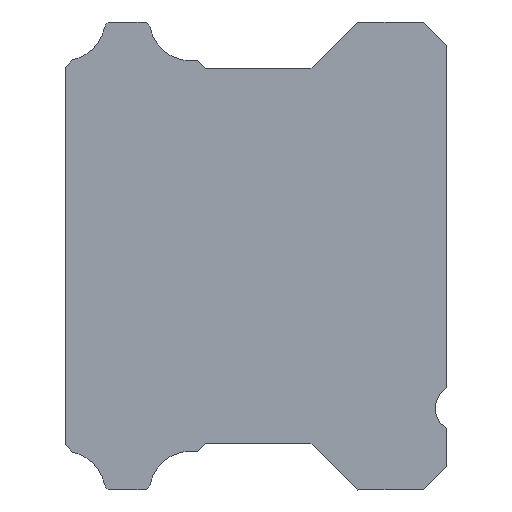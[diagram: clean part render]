
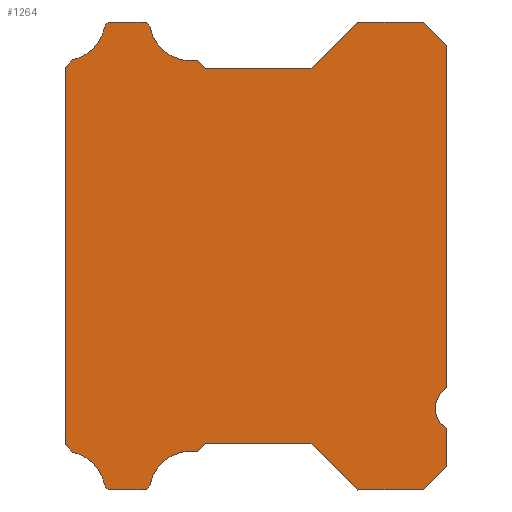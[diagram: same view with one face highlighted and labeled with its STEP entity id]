
A CAD part, left-side view. The second image highlights one B-rep face of the part: STEP entity #1264.
In plain terms, the highlighted planar face has unit normal (-1, 0, 0).
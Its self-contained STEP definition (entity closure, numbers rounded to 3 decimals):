
#50=PLANE('',#1431);
#214=FACE_OUTER_BOUND('',#378,.T.);
#378=EDGE_LOOP('',(#1117,#1118,#1119,#1120,#1121,#1122,#1123,#1124,#1125,
#1126,#1127,#1128,#1129,#1130,#1131,#1132,#1133,#1134,#1135,#1136,#1137,
#1138,#1139,#1140,#1141,#1142));
#385=LINE('',#2037,#445);
#389=LINE('',#2044,#449);
#392=LINE('',#2050,#452);
#395=LINE('',#2056,#455);
#398=LINE('',#2062,#458);
#402=LINE('',#2074,#462);
#405=LINE('',#2080,#465);
#408=LINE('',#2086,#468);
#411=LINE('',#2092,#471);
#414=LINE('',#2098,#474);
#416=LINE('',#2101,#476);
#420=LINE('',#2113,#480);
#425=LINE('',#2131,#485);
#428=LINE('',#2137,#488);
#431=LINE('',#2143,#491);
#436=LINE('',#2161,#496);
#438=LINE('',#2167,#498);
#445=VECTOR('',#1692,4.5);
#449=VECTOR('',#1698,2.828);
#452=VECTOR('',#1703,2.8);
#455=VECTOR('',#1708,1.414);
#458=VECTOR('',#1713,1.634);
#462=VECTOR('',#1725,14.634);
#465=VECTOR('',#1730,1.414);
#468=VECTOR('',#1735,2.8);
#471=VECTOR('',#1740,2.828);
#474=VECTOR('',#1745,4.5);
#476=VECTOR('',#1749,0.5);
#480=VECTOR('',#1761,1.361);
#485=VECTOR('',#1780,0.436);
#488=VECTOR('',#1785,16.143);
#491=VECTOR('',#1790,0.436);
#496=VECTOR('',#1809,1.361);
#498=VECTOR('',#1819,0.5);
#500=CIRCLE('',#1269,1.802);
#501=CIRCLE('',#1271,1.803);
#572=CIRCLE('',#1399,1.);
#574=CIRCLE('',#1408,0.3);
#576=CIRCLE('',#1412,0.3);
#578=CIRCLE('',#1415,1.803);
#580=CIRCLE('',#1421,1.802);
#582=CIRCLE('',#1424,0.3);
#584=CIRCLE('',#1428,0.3);
#587=VERTEX_POINT('',#1829);
#588=VERTEX_POINT('',#1831);
#589=VERTEX_POINT('',#1835);
#590=VERTEX_POINT('',#1836);
#663=VERTEX_POINT('',#2034);
#664=VERTEX_POINT('',#2036);
#666=VERTEX_POINT('',#2042);
#668=VERTEX_POINT('',#2048);
#670=VERTEX_POINT('',#2054);
#672=VERTEX_POINT('',#2060);
#674=VERTEX_POINT('',#2066);
#676=VERTEX_POINT('',#2072);
#678=VERTEX_POINT('',#2078);
#680=VERTEX_POINT('',#2084);
#682=VERTEX_POINT('',#2090);
#684=VERTEX_POINT('',#2096);
#686=VERTEX_POINT('',#2105);
#688=VERTEX_POINT('',#2111);
#690=VERTEX_POINT('',#2117);
#692=VERTEX_POINT('',#2123);
#694=VERTEX_POINT('',#2129);
#696=VERTEX_POINT('',#2135);
#698=VERTEX_POINT('',#2141);
#700=VERTEX_POINT('',#2147);
#702=VERTEX_POINT('',#2153);
#704=VERTEX_POINT('',#2159);
#707=EDGE_CURVE('',#588,#587,#500,.T.);
#709=EDGE_CURVE('',#589,#590,#501,.T.);
#783=EDGE_CURVE('',#663,#664,#385,.T.);
#787=EDGE_CURVE('',#666,#663,#389,.T.);
#790=EDGE_CURVE('',#668,#666,#392,.T.);
#793=EDGE_CURVE('',#670,#668,#395,.T.);
#796=EDGE_CURVE('',#672,#670,#398,.T.);
#799=EDGE_CURVE('',#672,#674,#572,.T.);
#802=EDGE_CURVE('',#676,#674,#402,.T.);
#805=EDGE_CURVE('',#678,#676,#405,.T.);
#808=EDGE_CURVE('',#680,#678,#408,.T.);
#811=EDGE_CURVE('',#682,#680,#411,.T.);
#814=EDGE_CURVE('',#684,#682,#414,.T.);
#816=EDGE_CURVE('',#589,#684,#416,.T.);
#819=EDGE_CURVE('',#686,#590,#574,.T.);
#822=EDGE_CURVE('',#688,#686,#420,.T.);
#825=EDGE_CURVE('',#690,#688,#576,.T.);
#828=EDGE_CURVE('',#690,#692,#578,.T.);
#831=EDGE_CURVE('',#694,#692,#425,.T.);
#834=EDGE_CURVE('',#696,#694,#428,.T.);
#837=EDGE_CURVE('',#698,#696,#431,.T.);
#840=EDGE_CURVE('',#698,#700,#580,.T.);
#843=EDGE_CURVE('',#702,#700,#582,.T.);
#846=EDGE_CURVE('',#704,#702,#436,.T.);
#848=EDGE_CURVE('',#588,#704,#584,.T.);
#850=EDGE_CURVE('',#664,#587,#438,.T.);
#1117=ORIENTED_EDGE('',*,*,#850,.F.);
#1118=ORIENTED_EDGE('',*,*,#783,.F.);
#1119=ORIENTED_EDGE('',*,*,#787,.F.);
#1120=ORIENTED_EDGE('',*,*,#790,.F.);
#1121=ORIENTED_EDGE('',*,*,#793,.F.);
#1122=ORIENTED_EDGE('',*,*,#796,.F.);
#1123=ORIENTED_EDGE('',*,*,#799,.T.);
#1124=ORIENTED_EDGE('',*,*,#802,.F.);
#1125=ORIENTED_EDGE('',*,*,#805,.F.);
#1126=ORIENTED_EDGE('',*,*,#808,.F.);
#1127=ORIENTED_EDGE('',*,*,#811,.F.);
#1128=ORIENTED_EDGE('',*,*,#814,.F.);
#1129=ORIENTED_EDGE('',*,*,#816,.F.);
#1130=ORIENTED_EDGE('',*,*,#709,.T.);
#1131=ORIENTED_EDGE('',*,*,#819,.F.);
#1132=ORIENTED_EDGE('',*,*,#822,.F.);
#1133=ORIENTED_EDGE('',*,*,#825,.F.);
#1134=ORIENTED_EDGE('',*,*,#828,.T.);
#1135=ORIENTED_EDGE('',*,*,#831,.F.);
#1136=ORIENTED_EDGE('',*,*,#834,.F.);
#1137=ORIENTED_EDGE('',*,*,#837,.F.);
#1138=ORIENTED_EDGE('',*,*,#840,.T.);
#1139=ORIENTED_EDGE('',*,*,#843,.F.);
#1140=ORIENTED_EDGE('',*,*,#846,.F.);
#1141=ORIENTED_EDGE('',*,*,#848,.F.);
#1142=ORIENTED_EDGE('',*,*,#707,.T.);
#1264=ADVANCED_FACE('',(#214),#50,.F.);
#1269=AXIS2_PLACEMENT_3D('',#1832,#1439,#1440);
#1271=AXIS2_PLACEMENT_3D('',#1837,#1444,#1445);
#1399=AXIS2_PLACEMENT_3D('',#2068,#1719,#1720);
#1408=AXIS2_PLACEMENT_3D('',#2107,#1755,#1756);
#1412=AXIS2_PLACEMENT_3D('',#2119,#1767,#1768);
#1415=AXIS2_PLACEMENT_3D('',#2125,#1774,#1775);
#1421=AXIS2_PLACEMENT_3D('',#2149,#1796,#1797);
#1424=AXIS2_PLACEMENT_3D('',#2155,#1803,#1804);
#1428=AXIS2_PLACEMENT_3D('',#2164,#1814,#1815);
#1431=AXIS2_PLACEMENT_3D('',#2169,#1822,#1823);
#1439=DIRECTION('center_axis',(1.,0.,0.));
#1440=DIRECTION('ref_axis',(0.,0.,-1.));
#1444=DIRECTION('center_axis',(1.,0.,0.));
#1445=DIRECTION('ref_axis',(0.,0.,-1.));
#1692=DIRECTION('',(0.,1.,0.));
#1698=DIRECTION('',(0.,0.707,0.707));
#1703=DIRECTION('',(0.,1.,0.));
#1708=DIRECTION('',(0.,0.707,-0.707));
#1713=DIRECTION('',(0.,0.,-1.));
#1719=DIRECTION('center_axis',(1.,0.,0.));
#1720=DIRECTION('ref_axis',(0.,0.,-1.));
#1725=DIRECTION('',(0.,0.,-1.));
#1730=DIRECTION('',(0.,-0.707,-0.707));
#1735=DIRECTION('',(0.,-1.,0.));
#1740=DIRECTION('',(0.,-0.707,0.707));
#1745=DIRECTION('',(0.,-1.,0.));
#1749=DIRECTION('',(0.,-0.707,-0.707));
#1755=DIRECTION('center_axis',(1.,0.,0.));
#1756=DIRECTION('ref_axis',(0.,0.,-1.));
#1761=DIRECTION('',(0.,-1.,0.));
#1767=DIRECTION('center_axis',(1.,0.,0.));
#1768=DIRECTION('ref_axis',(0.,0.,-1.));
#1774=DIRECTION('center_axis',(1.,0.,0.));
#1775=DIRECTION('ref_axis',(0.,0.,-1.));
#1780=DIRECTION('',(0.,-0.707,0.707));
#1785=DIRECTION('',(0.,0.,1.));
#1790=DIRECTION('',(0.,0.707,0.707));
#1796=DIRECTION('center_axis',(1.,0.,0.));
#1797=DIRECTION('ref_axis',(0.,0.,-1.));
#1803=DIRECTION('center_axis',(1.,0.,0.));
#1804=DIRECTION('ref_axis',(0.,0.,-1.));
#1809=DIRECTION('',(0.,1.,0.));
#1814=DIRECTION('center_axis',(1.,0.,0.));
#1815=DIRECTION('ref_axis',(0.,0.,-1.));
#1819=DIRECTION('',(0.,0.707,-0.707));
#1822=DIRECTION('center_axis',(1.,0.,0.));
#1823=DIRECTION('ref_axis',(0.,0.,-1.));
#1829=CARTESIAN_POINT('',(0.,10.654,-8.354));
#1831=CARTESIAN_POINT('',(0.,12.679,-9.762));
#1832=CARTESIAN_POINT('Origin',(0.,10.916,-10.137));
#1835=CARTESIAN_POINT('',(0.,10.654,8.354));
#1836=CARTESIAN_POINT('',(0.,12.679,9.762));
#1837=CARTESIAN_POINT('Origin',(0.,10.916,10.137));
#2034=CARTESIAN_POINT('',(0.,5.8,-8.));
#2036=CARTESIAN_POINT('',(0.,10.3,-8.));
#2037=CARTESIAN_POINT('',(0.,5.8,-8.));
#2042=CARTESIAN_POINT('',(0.,3.8,-10.));
#2044=CARTESIAN_POINT('',(0.,3.8,-10.));
#2048=CARTESIAN_POINT('',(0.,1.,-10.));
#2050=CARTESIAN_POINT('',(0.,1.,-10.));
#2054=CARTESIAN_POINT('',(0.,0.,-9.));
#2056=CARTESIAN_POINT('',(0.,0.,-9.));
#2060=CARTESIAN_POINT('',(0.,0.,-7.366));
#2062=CARTESIAN_POINT('',(0.,0.,-7.366));
#2066=CARTESIAN_POINT('',(0.,0.,-5.634));
#2068=CARTESIAN_POINT('Origin',(0.,-0.5,-6.5));
#2072=CARTESIAN_POINT('',(0.,0.,9.));
#2074=CARTESIAN_POINT('',(0.,0.,9.));
#2078=CARTESIAN_POINT('',(0.,1.,10.));
#2080=CARTESIAN_POINT('',(0.,1.,10.));
#2084=CARTESIAN_POINT('',(0.,3.8,10.));
#2086=CARTESIAN_POINT('',(0.,3.8,10.));
#2090=CARTESIAN_POINT('',(0.,5.8,8.));
#2092=CARTESIAN_POINT('',(0.,5.8,8.));
#2096=CARTESIAN_POINT('',(0.,10.3,8.));
#2098=CARTESIAN_POINT('',(0.,10.3,8.));
#2101=CARTESIAN_POINT('',(0.,10.654,8.354));
#2105=CARTESIAN_POINT('',(0.,12.973,10.));
#2107=CARTESIAN_POINT('Origin',(0.,12.973,9.7));
#2111=CARTESIAN_POINT('',(0.,14.334,10.));
#2113=CARTESIAN_POINT('',(0.,14.334,10.));
#2117=CARTESIAN_POINT('',(0.,14.627,9.762));
#2119=CARTESIAN_POINT('Origin',(0.,14.334,9.7));
#2123=CARTESIAN_POINT('',(0.,15.992,8.379));
#2125=CARTESIAN_POINT('Origin',(0.,16.391,10.137));
#2129=CARTESIAN_POINT('',(0.,16.3,8.071));
#2131=CARTESIAN_POINT('',(0.,16.3,8.071));
#2135=CARTESIAN_POINT('',(0.,16.3,-8.071));
#2137=CARTESIAN_POINT('',(0.,16.3,-8.071));
#2141=CARTESIAN_POINT('',(0.,15.992,-8.379));
#2143=CARTESIAN_POINT('',(0.,15.992,-8.379));
#2147=CARTESIAN_POINT('',(0.,14.627,-9.762));
#2149=CARTESIAN_POINT('Origin',(0.,16.391,-10.137));
#2153=CARTESIAN_POINT('',(0.,14.334,-10.));
#2155=CARTESIAN_POINT('Origin',(0.,14.334,-9.7));
#2159=CARTESIAN_POINT('',(0.,12.973,-10.));
#2161=CARTESIAN_POINT('',(0.,12.973,-10.));
#2164=CARTESIAN_POINT('Origin',(0.,12.973,-9.7));
#2167=CARTESIAN_POINT('',(0.,10.3,-8.));
#2169=CARTESIAN_POINT('Origin',(0.,8.027,-0.032));
